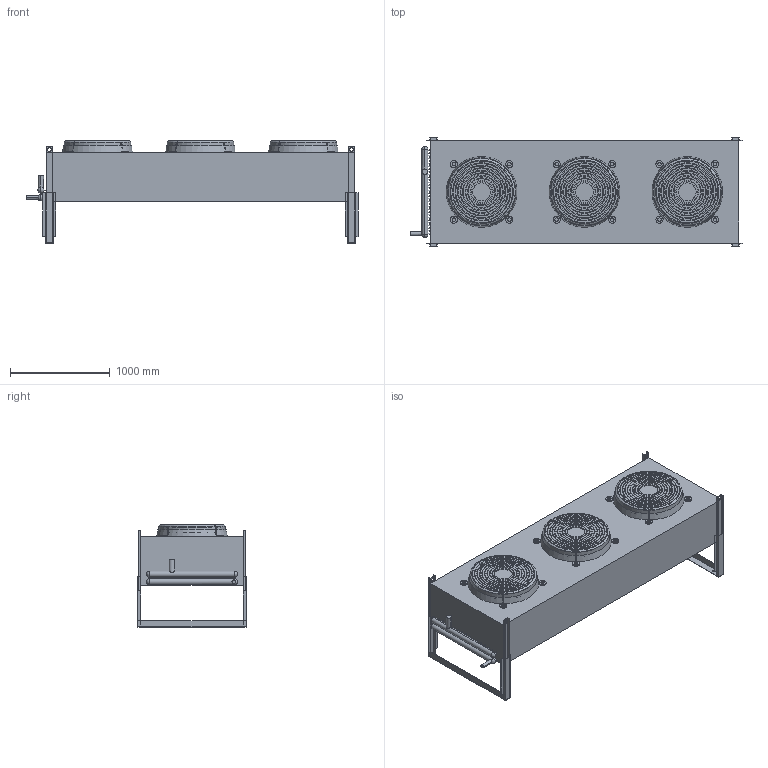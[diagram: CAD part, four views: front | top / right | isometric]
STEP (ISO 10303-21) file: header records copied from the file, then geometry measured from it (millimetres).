
FILE_DESCRIPTION(('starvars output'),'1');
FILE_NAME('cv20250326025818000054841.stp','02:58:21 2025/03/26',('Thomas Industrial Network Germany GmbH'),(' '),'Spatial InterOp 3D',' ',' ');
FILE_SCHEMA(('AUTOMOTIVE_DESIGN { 1 0 10303 214 3 1 1 }'));
Length unit declared in the file: millimetre
Products named in the file (1): 1
Bounding box: 3335.32 x 1092.25 x 1028.7 mm (x, y, z)
Volume: 1580257778.8 mm3; surface area: 16484707.7 mm2
Topology: 7 solids, 7 shells, 891 faces, 2687 edges, 1771 vertices
Faces by surface type: plane 449, cylinder 410, cone 12, torus 12, sphere 8
Entity records: 41266 total; most frequent: CARTESIAN_POINT 9006, ORIENTED_EDGE 5342, DIRECTION 5121, EDGE_CURVE 2671, AXIS2_PLACEMENT_3D 1775, VERTEX_POINT 1771, LINE 1571, VECTOR 1571
